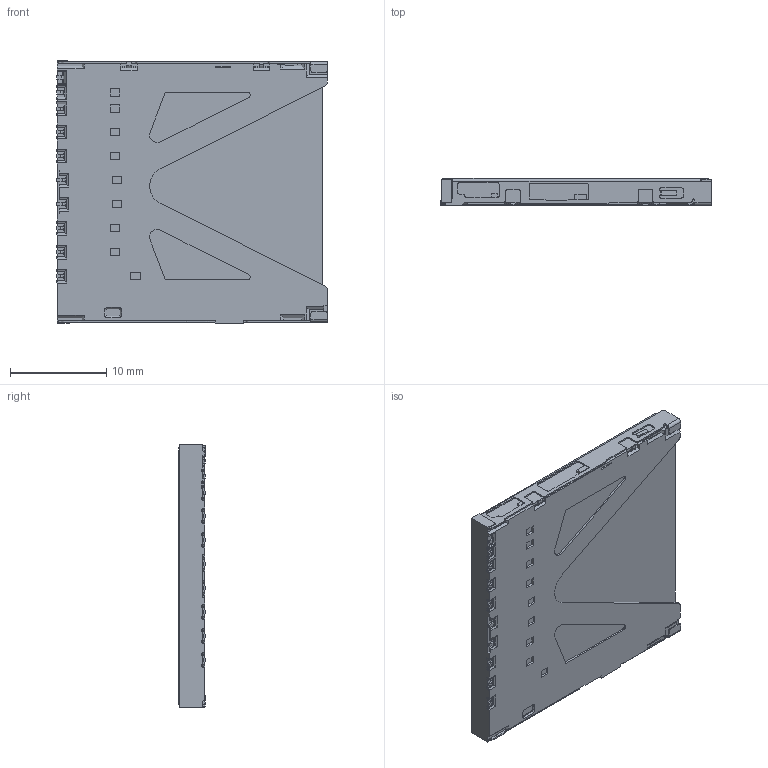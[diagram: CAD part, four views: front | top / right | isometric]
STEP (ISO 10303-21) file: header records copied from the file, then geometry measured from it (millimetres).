
FILE_DESCRIPTION (( 'STEP AP203' ), '1' );
FILE_NAME ('150403FPS009-2903-0(06)VE Single coil ver 3Dƒ‚ƒfƒ‹ .STEP', '2015-04-02T23:43:02', ( 'HP-Z400' ), ( 'Hewlett-Packard Company' ), 'SwSTEP 2.0', 'SolidWorks 2014', '' );
FILE_SCHEMA (( 'CONFIG_CONTROL_DESIGN' ));
Length unit declared in the file: millimetre
Products named in the file (1): 150403FPS009-2903-0(06)VE Single coil ver 3D儌僨儖 
Bounding box: 28.17 x 2.8 x 27.35 mm (x, y, z)
Volume: 1969.5 mm3; surface area: 2555 mm2
Topology: 1 solids, 1 shells, 908 faces, 2573 edges, 1688 vertices
Faces by surface type: plane 651, cylinder 231, bspline 19, cone 7
Entity records: 31034 total; most frequent: CARTESIAN_POINT 7072, ORIENTED_EDGE 5146, DIRECTION 4760, EDGE_CURVE 2573, VECTOR 2062, LINE 2062, VERTEX_POINT 1688, AXIS2_PLACEMENT_3D 1349
